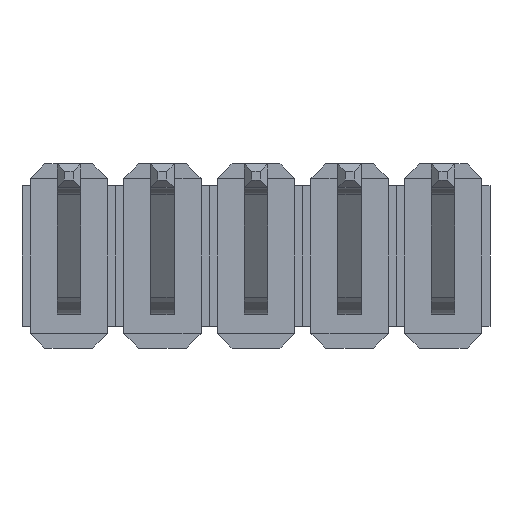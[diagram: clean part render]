
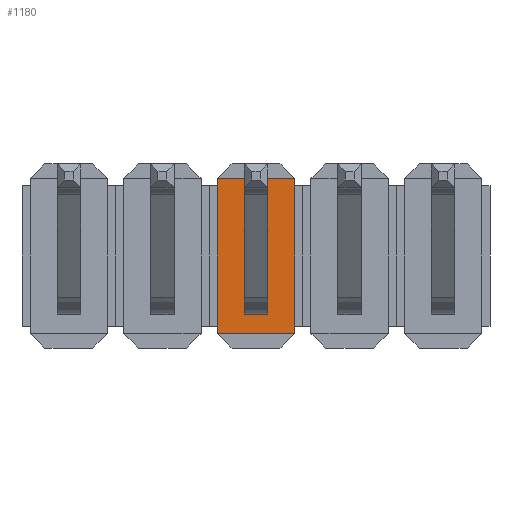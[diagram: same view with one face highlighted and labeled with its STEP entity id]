
A CAD part, front view. The second image highlights one B-rep face of the part: STEP entity #1180.
In plain terms, the highlighted planar face has unit normal (0, -1, 0).
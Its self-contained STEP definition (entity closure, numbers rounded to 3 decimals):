
#72 = VERTEX_POINT ( 'NONE', #13308 ) ;
#92 = ORIENTED_EDGE ( 'NONE', *, *, #938, .F. ) ;
#161 = FACE_OUTER_BOUND ( 'NONE', #18101, .T. ) ;
#397 = CARTESIAN_POINT ( 'NONE',  ( 6.35, 0.54, 2.1 ) ) ;
#539 = DIRECTION ( 'NONE',  ( -1., 0., 0. ) ) ;
#597 = CARTESIAN_POINT ( 'NONE',  ( 4.03, 0.54, -2.1 ) ) ;
#938 = EDGE_CURVE ( 'NONE', #4206, #10216, #4120, .T. ) ;
#1085 = EDGE_CURVE ( 'NONE', #15091, #4206, #4100, .T. ) ;
#1101 = ORIENTED_EDGE ( 'NONE', *, *, #16205, .T. ) ;
#1180 = ADVANCED_FACE ( 'NONE', ( #161, #5479, #9856 ), #2522, .F. ) ;
#1257 = VERTEX_POINT ( 'NONE', #18486 ) ;
#1265 = DIRECTION ( 'NONE',  ( 0., 0., 1. ) ) ;
#1562 = EDGE_LOOP ( 'NONE', ( #13505, #9667, #1101, #7735 ) ) ;
#1602 = EDGE_CURVE ( 'NONE', #13632, #10216, #18130, .T. ) ;
#1812 = CARTESIAN_POINT ( 'NONE',  ( 5.4, 0.54, 0.95 ) ) ;
#1861 = VERTEX_POINT ( 'NONE', #18242 ) ;
#1963 = EDGE_CURVE ( 'NONE', #5231, #2627, #2014, .T. ) ;
#2014 = LINE ( 'NONE', #8021, #15842 ) ;
#2090 = EDGE_CURVE ( 'NONE', #2627, #1861, #18616, .T. ) ;
#2127 = ORIENTED_EDGE ( 'NONE', *, *, #2090, .F. ) ;
#2293 = ORIENTED_EDGE ( 'NONE', *, *, #18917, .F. ) ;
#2438 = VECTOR ( 'NONE', #11910, 1000. ) ;
#2522 = PLANE ( 'NONE',  #4566 ) ;
#2627 = VERTEX_POINT ( 'NONE', #17280 ) ;
#3528 = VECTOR ( 'NONE', #1265, 1000. ) ;
#3599 = VERTEX_POINT ( 'NONE', #12569 ) ;
#3674 = EDGE_CURVE ( 'NONE', #13834, #72, #4660, .T. ) ;
#4100 = LINE ( 'NONE', #15513, #11482 ) ;
#4120 = LINE ( 'NONE', #15166, #5258 ) ;
#4206 = VERTEX_POINT ( 'NONE', #11241 ) ;
#4225 = CARTESIAN_POINT ( 'NONE',  ( 4.76, 0.54, 2.1 ) ) ;
#4566 = AXIS2_PLACEMENT_3D ( 'NONE', #11408, #5611, #5551 ) ;
#4595 = CARTESIAN_POINT ( 'NONE',  ( 4.76, 0.54, 2.1 ) ) ;
#4660 = LINE ( 'NONE', #4225, #3528 ) ;
#5231 = VERTEX_POINT ( 'NONE', #5796 ) ;
#5258 = VECTOR ( 'NONE', #539, 1000. ) ;
#5479 = FACE_BOUND ( 'NONE', #1562, .T. ) ;
#5551 = DIRECTION ( 'NONE',  ( 0., 0., 1. ) ) ;
#5611 = DIRECTION ( 'NONE',  ( 0., 1., 0. ) ) ;
#5796 = CARTESIAN_POINT ( 'NONE',  ( 5.4, 0.54, -1.59 ) ) ;
#5844 = VECTOR ( 'NONE', #8892, 1000. ) ;
#6141 = CARTESIAN_POINT ( 'NONE',  ( 4.76, 0.54, 0.95 ) ) ;
#6234 = LINE ( 'NONE', #6961, #16596 ) ;
#6919 = LINE ( 'NONE', #19007, #17538 ) ;
#6961 = CARTESIAN_POINT ( 'NONE',  ( 5.08, 0.54, 0.95 ) ) ;
#6999 = LINE ( 'NONE', #4595, #5844 ) ;
#7735 = ORIENTED_EDGE ( 'NONE', *, *, #8345, .T. ) ;
#8021 = CARTESIAN_POINT ( 'NONE',  ( 5.4, 0.54, 2.1 ) ) ;
#8047 = VERTEX_POINT ( 'NONE', #1812 ) ;
#8345 = EDGE_CURVE ( 'NONE', #3599, #8047, #14277, .T. ) ;
#8640 = EDGE_LOOP ( 'NONE', ( #9635, #2293, #12219, #2127 ) ) ;
#8892 = DIRECTION ( 'NONE',  ( 0., 0., -1. ) ) ;
#9097 = CARTESIAN_POINT ( 'NONE',  ( 5.08, 0.54, 1.59 ) ) ;
#9471 = CARTESIAN_POINT ( 'NONE',  ( 6.13, 0.54, 2.1 ) ) ;
#9635 = ORIENTED_EDGE ( 'NONE', *, *, #1963, .F. ) ;
#9667 = ORIENTED_EDGE ( 'NONE', *, *, #3674, .T. ) ;
#9673 = VECTOR ( 'NONE', #10587, 1000. ) ;
#9744 = CARTESIAN_POINT ( 'NONE',  ( 5.4, 0.54, 2.1 ) ) ;
#9856 = FACE_BOUND ( 'NONE', #8640, .T. ) ;
#10034 = ORIENTED_EDGE ( 'NONE', *, *, #18011, .T. ) ;
#10213 = CARTESIAN_POINT ( 'NONE',  ( 6.35, 0.54, -0.95 ) ) ;
#10216 = VERTEX_POINT ( 'NONE', #597 ) ;
#10587 = DIRECTION ( 'NONE',  ( 1., 0., 0. ) ) ;
#11241 = CARTESIAN_POINT ( 'NONE',  ( 6.13, 0.54, -2.1 ) ) ;
#11408 = CARTESIAN_POINT ( 'NONE',  ( 6.35, 0.54, 2.1 ) ) ;
#11482 = VECTOR ( 'NONE', #18587, 1000. ) ;
#11773 = CARTESIAN_POINT ( 'NONE',  ( 4.03, 0.54, 2.1 ) ) ;
#11910 = DIRECTION ( 'NONE',  ( 0., 0., -1. ) ) ;
#12219 = ORIENTED_EDGE ( 'NONE', *, *, #17899, .F. ) ;
#12249 = ORIENTED_EDGE ( 'NONE', *, *, #1085, .F. ) ;
#12569 = CARTESIAN_POINT ( 'NONE',  ( 5.4, 0.54, 1.59 ) ) ;
#13308 = CARTESIAN_POINT ( 'NONE',  ( 4.76, 0.54, 1.59 ) ) ;
#13505 = ORIENTED_EDGE ( 'NONE', *, *, #14061, .T. ) ;
#13620 = DIRECTION ( 'NONE',  ( -1., 0., 0. ) ) ;
#13632 = VERTEX_POINT ( 'NONE', #16117 ) ;
#13688 = VECTOR ( 'NONE', #13620, 1000. ) ;
#13834 = VERTEX_POINT ( 'NONE', #6141 ) ;
#14061 = EDGE_CURVE ( 'NONE', #8047, #13834, #6234, .T. ) ;
#14277 = LINE ( 'NONE', #9744, #15636 ) ;
#14335 = ORIENTED_EDGE ( 'NONE', *, *, #1602, .T. ) ;
#14435 = DIRECTION ( 'NONE',  ( -1., 0., 0. ) ) ;
#14588 = LINE ( 'NONE', #397, #13688 ) ;
#15091 = VERTEX_POINT ( 'NONE', #9471 ) ;
#15166 = CARTESIAN_POINT ( 'NONE',  ( 6.35, 0.54, -2.1 ) ) ;
#15513 = CARTESIAN_POINT ( 'NONE',  ( 6.13, 0.54, -2.1 ) ) ;
#15636 = VECTOR ( 'NONE', #17199, 1000. ) ;
#15842 = VECTOR ( 'NONE', #16923, 1000. ) ;
#16117 = CARTESIAN_POINT ( 'NONE',  ( 4.03, 0.54, 2.1 ) ) ;
#16205 = EDGE_CURVE ( 'NONE', #72, #3599, #16335, .T. ) ;
#16335 = LINE ( 'NONE', #9097, #9673 ) ;
#16596 = VECTOR ( 'NONE', #14435, 1000. ) ;
#16923 = DIRECTION ( 'NONE',  ( 0., 0., 1. ) ) ;
#17199 = DIRECTION ( 'NONE',  ( 0., 0., -1. ) ) ;
#17280 = CARTESIAN_POINT ( 'NONE',  ( 5.4, 0.54, -0.95 ) ) ;
#17538 = VECTOR ( 'NONE', #17702, 1000. ) ;
#17702 = DIRECTION ( 'NONE',  ( 1., 0., 0. ) ) ;
#17899 = EDGE_CURVE ( 'NONE', #1861, #1257, #6999, .T. ) ;
#18011 = EDGE_CURVE ( 'NONE', #15091, #13632, #14588, .T. ) ;
#18101 = EDGE_LOOP ( 'NONE', ( #10034, #14335, #92, #12249 ) ) ;
#18130 = LINE ( 'NONE', #11773, #2438 ) ;
#18242 = CARTESIAN_POINT ( 'NONE',  ( 4.76, 0.54, -0.95 ) ) ;
#18486 = CARTESIAN_POINT ( 'NONE',  ( 4.76, 0.54, -1.59 ) ) ;
#18587 = DIRECTION ( 'NONE',  ( 0., 0., -1. ) ) ;
#18616 = LINE ( 'NONE', #10213, #18853 ) ;
#18853 = VECTOR ( 'NONE', #18947, 1000. ) ;
#18917 = EDGE_CURVE ( 'NONE', #1257, #5231, #6919, .T. ) ;
#18947 = DIRECTION ( 'NONE',  ( -1., 0., 0. ) ) ;
#19007 = CARTESIAN_POINT ( 'NONE',  ( 6.35, 0.54, -1.59 ) ) ;
